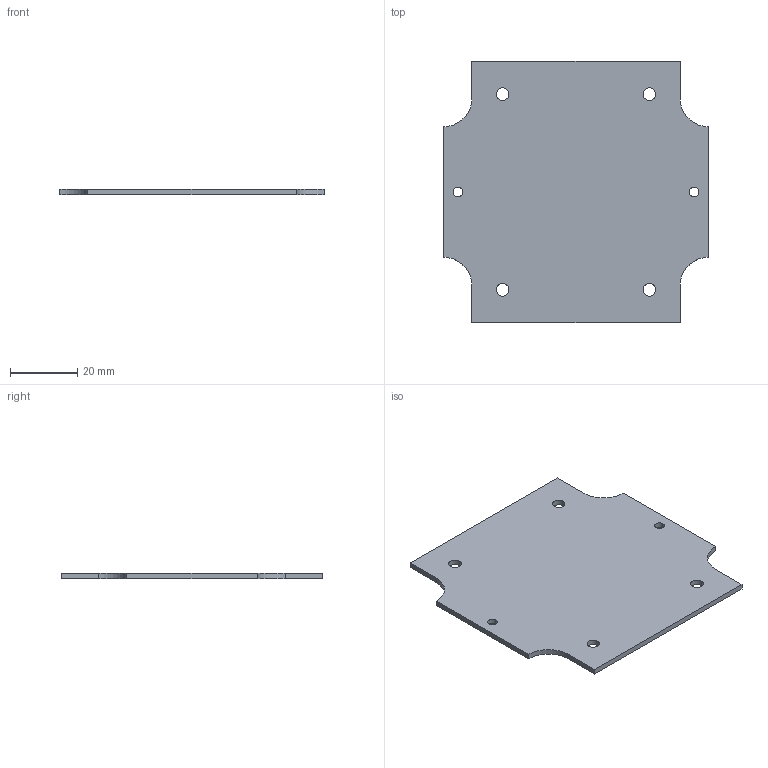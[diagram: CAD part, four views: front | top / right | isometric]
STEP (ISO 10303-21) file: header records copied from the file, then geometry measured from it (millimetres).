
FILE_DESCRIPTION (( 'STEP AP203' ), '1' );
FILE_NAME ('1554EPL.step', '2020-11-14T12:51:08', ( 'ADC123' ), ( 'Microsoft' ), 'SwSTEP 2.0', 'SolidWorks 2019', '' );
FILE_SCHEMA (( 'CONFIG_CONTROL_DESIGN' ));
Length unit declared in the file: inch
Products named in the file (1): 1554EPL
Bounding box: 78.41 x 77.47 x 1.63 mm (x, y, z)
Volume: 8830.4 mm3; surface area: 11452.5 mm2
Topology: 1 solids, 1 shells, 20 faces, 54 edges, 36 vertices
Faces by surface type: plane 10, cylinder 10
Full cylindrical faces by diameter (mm): 2.794 x2, 3.734 x4
Entity records: 711 total; most frequent: DIRECTION 110, CARTESIAN_POINT 105, ORIENTED_EDGE 96, EDGE_CURVE 48, AXIS2_PLACEMENT_3D 41, EDGE_LOOP 38, VERTEX_POINT 36, LINE 28
